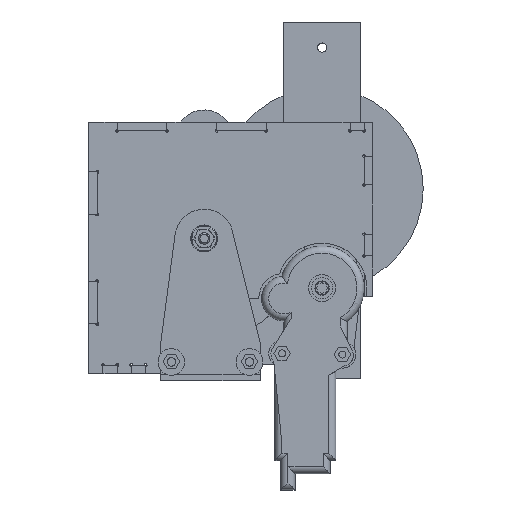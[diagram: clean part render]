
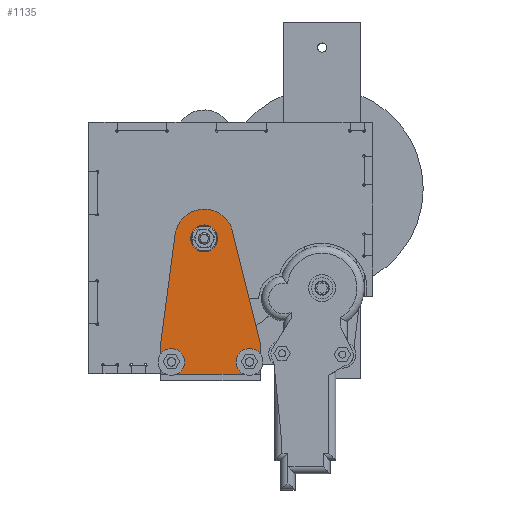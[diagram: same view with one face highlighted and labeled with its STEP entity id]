
A CAD part, top view. The second image highlights one B-rep face of the part: STEP entity #1135.
In plain terms, the highlighted planar face has unit normal (0, 0, 1).
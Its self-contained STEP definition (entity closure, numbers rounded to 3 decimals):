
#1135 = ADVANCED_FACE( '', ( #2825, #2826, #2827, #2828 ), #2829, .T. );
#2825 = FACE_BOUND( '', #5204, .T. );
#2826 = FACE_BOUND( '', #5205, .T. );
#2827 = FACE_BOUND( '', #5206, .T. );
#2828 = FACE_OUTER_BOUND( '', #5207, .T. );
#2829 = PLANE( '', #5208 );
#5204 = EDGE_LOOP( '', ( #8412 ) );
#5205 = EDGE_LOOP( '', ( #8413 ) );
#5206 = EDGE_LOOP( '', ( #8414 ) );
#5207 = EDGE_LOOP( '', ( #8415, #8416, #8417, #8418, #8419, #8420 ) );
#5208 = AXIS2_PLACEMENT_3D( '', #8421, #8422, #8423 );
#8412 = ORIENTED_EDGE( '', *, *, #13791, .F. );
#8413 = ORIENTED_EDGE( '', *, *, #13792, .F. );
#8414 = ORIENTED_EDGE( '', *, *, #13793, .F. );
#8415 = ORIENTED_EDGE( '', *, *, #13794, .T. );
#8416 = ORIENTED_EDGE( '', *, *, #13795, .T. );
#8417 = ORIENTED_EDGE( '', *, *, #13390, .T. );
#8418 = ORIENTED_EDGE( '', *, *, #13796, .T. );
#8419 = ORIENTED_EDGE( '', *, *, #13797, .T. );
#8420 = ORIENTED_EDGE( '', *, *, #13798, .T. );
#8421 = CARTESIAN_POINT( '', ( -82.956, -35.095, 17.2 ) );
#8422 = DIRECTION( '', ( 0., 0., 1. ) );
#8423 = DIRECTION( '', ( 1., 0., 0. ) );
#13390 = EDGE_CURVE( '', #15973, #15971, #15974, .T. );
#13791 = EDGE_CURVE( '', #16638, #16638, #16639, .T. );
#13792 = EDGE_CURVE( '', #16640, #16640, #16641, .T. );
#13793 = EDGE_CURVE( '', #16642, #16642, #16643, .T. );
#13794 = EDGE_CURVE( '', #16644, #16645, #16646, .T. );
#13795 = EDGE_CURVE( '', #16645, #15973, #16647, .T. );
#13796 = EDGE_CURVE( '', #15971, #16648, #16649, .T. );
#13797 = EDGE_CURVE( '', #16648, #16650, #16651, .T. );
#13798 = EDGE_CURVE( '', #16650, #16644, #16652, .T. );
#15971 = VERTEX_POINT( '', #19630 );
#15973 = VERTEX_POINT( '', #19633 );
#15974 = LINE( '', #19634, #19635 );
#16638 = VERTEX_POINT( '', #20602 );
#16639 = CIRCLE( '', #20603, 3.05 );
#16640 = VERTEX_POINT( '', #20604 );
#16641 = CIRCLE( '', #20605, 3.05 );
#16642 = VERTEX_POINT( '', #20606 );
#16643 = CIRCLE( '', #20607, 9.5 );
#16644 = VERTEX_POINT( '', #20608 );
#16645 = VERTEX_POINT( '', #20609 );
#16646 = CIRCLE( '', #20610, 20.682 );
#16647 = LINE( '', #20611, #20612 );
#16648 = VERTEX_POINT( '', #20613 );
#16649 = LINE( '', #20614, #20615 );
#16650 = VERTEX_POINT( '', #20616 );
#16651 = LINE( '', #20617, #20618 );
#16652 = LINE( '', #20619, #20620 );
#19630 = CARTESIAN_POINT( '', ( -113.581, -130.595, 17.2 ) );
#19633 = CARTESIAN_POINT( '', ( -113.581, -108.595, 17.2 ) );
#19634 = CARTESIAN_POINT( '', ( -113.581, -108.595, 17.2 ) );
#19635 = VECTOR( '', #24077, 1000. );
#20602 = CARTESIAN_POINT( '', ( -103.031, -121.995, 17.2 ) );
#20603 = AXIS2_PLACEMENT_3D( '', #24522, #24523, #24524 );
#20604 = CARTESIAN_POINT( '', ( -48.031, -121.995, 17.2 ) );
#20605 = AXIS2_PLACEMENT_3D( '', #24525, #24526, #24527 );
#20606 = CARTESIAN_POINT( '', ( -73.456, -35.095, 17.2 ) );
#20607 = AXIS2_PLACEMENT_3D( '', #24528, #24529, #24530 );
#20608 = CARTESIAN_POINT( '', ( -63.632, -27.722, 17.2 ) );
#20609 = CARTESIAN_POINT( '', ( -103.458, -32.372, 17.2 ) );
#20610 = AXIS2_PLACEMENT_3D( '', #24531, #24532, #24533 );
#20611 = CARTESIAN_POINT( '', ( -103.458, -32.372, 17.2 ) );
#20612 = VECTOR( '', #24534, 1000. );
#20613 = CARTESIAN_POINT( '', ( -43.581, -130.595, 17.2 ) );
#20614 = CARTESIAN_POINT( '', ( -113.581, -130.595, 17.2 ) );
#20615 = VECTOR( '', #24535, 1000. );
#20616 = CARTESIAN_POINT( '', ( -43.581, -108.595, 17.2 ) );
#20617 = CARTESIAN_POINT( '', ( -43.581, -130.595, 17.2 ) );
#20618 = VECTOR( '', #24536, 1000. );
#20619 = CARTESIAN_POINT( '', ( -43.581, -108.595, 17.2 ) );
#20620 = VECTOR( '', #24537, 1000. );
#24077 = DIRECTION( '', ( 0., -1., 0. ) );
#24522 = CARTESIAN_POINT( '', ( -106.081, -121.995, 17.2 ) );
#24523 = DIRECTION( '', ( 0., 0., 1. ) );
#24524 = DIRECTION( '', ( 1., 0., 0. ) );
#24525 = CARTESIAN_POINT( '', ( -51.081, -121.995, 17.2 ) );
#24526 = DIRECTION( '', ( 0., 0., 1. ) );
#24527 = DIRECTION( '', ( 1., 0., 0. ) );
#24528 = CARTESIAN_POINT( '', ( -82.956, -35.095, 17.2 ) );
#24529 = DIRECTION( '', ( 0., 0., 1. ) );
#24530 = DIRECTION( '', ( 1., 0., 0. ) );
#24531 = CARTESIAN_POINT( '', ( -82.956, -35.095, 17.2 ) );
#24532 = DIRECTION( '', ( 0., 0., 1. ) );
#24533 = DIRECTION( '', ( 1., 0., 0. ) );
#24534 = DIRECTION( '', ( -0.132, -0.991, 0. ) );
#24535 = DIRECTION( '', ( 1., 0., 0. ) );
#24536 = DIRECTION( '', ( 0., 1., 0. ) );
#24537 = DIRECTION( '', ( -0.241, 0.971, 0. ) );
